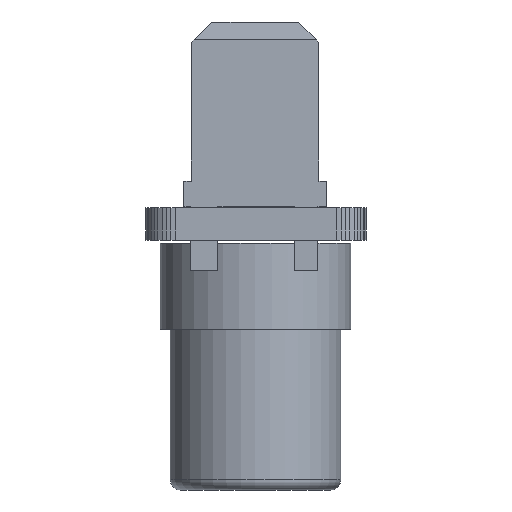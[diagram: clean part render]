
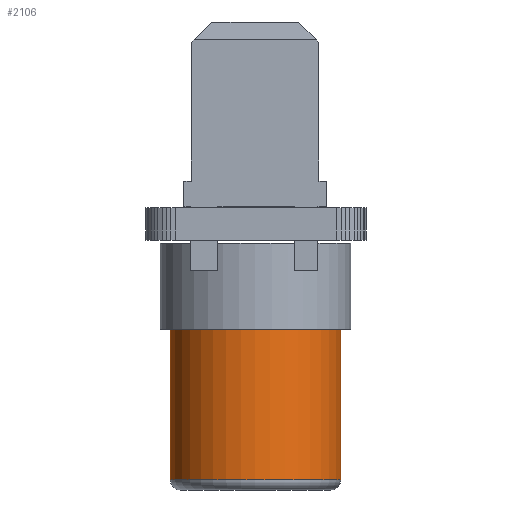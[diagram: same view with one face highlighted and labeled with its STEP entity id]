
A CAD part, left-side view. The second image highlights one B-rep face of the part: STEP entity #2106.
In plain terms, the highlighted cylindrical face has radius 4.25 mm (diameter 8.5 mm), a full revolution.
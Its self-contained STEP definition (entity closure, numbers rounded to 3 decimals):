
#2003 = TOROIDAL_SURFACE('',#2004,3.75,0.5);
#2004 = AXIS2_PLACEMENT_3D('',#2005,#2006,#2007);
#2005 = CARTESIAN_POINT('',(2.54,0.,11.9));
#2006 = DIRECTION('',(0.,0.,1.));
#2007 = DIRECTION('',(1.,0.,0.));
#2032 = VERTEX_POINT('',#2033);
#2033 = CARTESIAN_POINT('',(-1.71,0.,11.9));
#2055 = EDGE_CURVE('',#2032,#2056,#2058,.T.);
#2056 = VERTEX_POINT('',#2057);
#2057 = CARTESIAN_POINT('',(6.79,0.,11.9));
#2058 = SURFACE_CURVE('',#2059,(#2064,#2071),.PCURVE_S1.);
#2059 = CIRCLE('',#2060,4.25);
#2060 = AXIS2_PLACEMENT_3D('',#2061,#2062,#2063);
#2061 = CARTESIAN_POINT('',(2.54,0.,11.9));
#2062 = DIRECTION('',(0.,0.,1.));
#2063 = DIRECTION('',(-1.,0.,0.));
#2064 = PCURVE('',#2003,#2065);
#2065 = DEFINITIONAL_REPRESENTATION('',(#2066),#2070);
#2066 = LINE('',#2067,#2068);
#2067 = CARTESIAN_POINT('',(-3.142,0.));
#2068 = VECTOR('',#2069,1.);
#2069 = DIRECTION('',(1.,0.));
#2070 = ( GEOMETRIC_REPRESENTATION_CONTEXT(2) 
PARAMETRIC_REPRESENTATION_CONTEXT() REPRESENTATION_CONTEXT('2D SPACE',''
  ) );
#2071 = PCURVE('',#2072,#2077);
#2072 = CYLINDRICAL_SURFACE('',#2073,4.25);
#2073 = AXIS2_PLACEMENT_3D('',#2074,#2075,#2076);
#2074 = CARTESIAN_POINT('',(2.54,0.,4.4));
#2075 = DIRECTION('',(0.,0.,1.));
#2076 = DIRECTION('',(-1.,0.,0.));
#2077 = DEFINITIONAL_REPRESENTATION('',(#2078),#2082);
#2078 = LINE('',#2079,#2080);
#2079 = CARTESIAN_POINT('',(0.,7.5));
#2080 = VECTOR('',#2081,1.);
#2081 = DIRECTION('',(1.,0.));
#2082 = ( GEOMETRIC_REPRESENTATION_CONTEXT(2) 
PARAMETRIC_REPRESENTATION_CONTEXT() REPRESENTATION_CONTEXT('2D SPACE',''
  ) );
#2084 = EDGE_CURVE('',#2056,#2032,#2085,.T.);
#2085 = SURFACE_CURVE('',#2086,(#2091,#2098),.PCURVE_S1.);
#2086 = CIRCLE('',#2087,4.25);
#2087 = AXIS2_PLACEMENT_3D('',#2088,#2089,#2090);
#2088 = CARTESIAN_POINT('',(2.54,0.,11.9));
#2089 = DIRECTION('',(0.,0.,1.));
#2090 = DIRECTION('',(-1.,0.,0.));
#2091 = PCURVE('',#2003,#2092);
#2092 = DEFINITIONAL_REPRESENTATION('',(#2093),#2097);
#2093 = LINE('',#2094,#2095);
#2094 = CARTESIAN_POINT('',(-3.142,0.));
#2095 = VECTOR('',#2096,1.);
#2096 = DIRECTION('',(1.,0.));
#2097 = ( GEOMETRIC_REPRESENTATION_CONTEXT(2) 
PARAMETRIC_REPRESENTATION_CONTEXT() REPRESENTATION_CONTEXT('2D SPACE',''
  ) );
#2098 = PCURVE('',#2072,#2099);
#2099 = DEFINITIONAL_REPRESENTATION('',(#2100),#2104);
#2100 = LINE('',#2101,#2102);
#2101 = CARTESIAN_POINT('',(-6.283,7.5));
#2102 = VECTOR('',#2103,1.);
#2103 = DIRECTION('',(1.,0.));
#2104 = ( GEOMETRIC_REPRESENTATION_CONTEXT(2) 
PARAMETRIC_REPRESENTATION_CONTEXT() REPRESENTATION_CONTEXT('2D SPACE',''
  ) );
#2106 = ADVANCED_FACE('',(#2107),#2072,.T.);
#2107 = FACE_BOUND('',#2108,.T.);
#2108 = EDGE_LOOP('',(#2109,#2110,#2133,#2160,#2161));
#2109 = ORIENTED_EDGE('',*,*,#2084,.F.);
#2110 = ORIENTED_EDGE('',*,*,#2111,.T.);
#2111 = EDGE_CURVE('',#2056,#2112,#2114,.T.);
#2112 = VERTEX_POINT('',#2113);
#2113 = CARTESIAN_POINT('',(6.79,0.,4.4));
#2114 = SEAM_CURVE('',#2115,(#2119,#2126),.PCURVE_S1.);
#2115 = LINE('',#2116,#2117);
#2116 = CARTESIAN_POINT('',(6.79,0.,4.4));
#2117 = VECTOR('',#2118,1.);
#2118 = DIRECTION('',(0.,0.,-1.));
#2119 = PCURVE('',#2072,#2120);
#2120 = DEFINITIONAL_REPRESENTATION('',(#2121),#2125);
#2121 = LINE('',#2122,#2123);
#2122 = CARTESIAN_POINT('',(-3.142,0.));
#2123 = VECTOR('',#2124,1.);
#2124 = DIRECTION('',(0.,-1.));
#2125 = ( GEOMETRIC_REPRESENTATION_CONTEXT(2) 
PARAMETRIC_REPRESENTATION_CONTEXT() REPRESENTATION_CONTEXT('2D SPACE',''
  ) );
#2126 = PCURVE('',#2072,#2127);
#2127 = DEFINITIONAL_REPRESENTATION('',(#2128),#2132);
#2128 = LINE('',#2129,#2130);
#2129 = CARTESIAN_POINT('',(3.142,0.));
#2130 = VECTOR('',#2131,1.);
#2131 = DIRECTION('',(0.,-1.));
#2132 = ( GEOMETRIC_REPRESENTATION_CONTEXT(2) 
PARAMETRIC_REPRESENTATION_CONTEXT() REPRESENTATION_CONTEXT('2D SPACE',''
  ) );
#2133 = ORIENTED_EDGE('',*,*,#2134,.T.);
#2134 = EDGE_CURVE('',#2112,#2112,#2135,.T.);
#2135 = SURFACE_CURVE('',#2136,(#2141,#2148),.PCURVE_S1.);
#2136 = CIRCLE('',#2137,4.25);
#2137 = AXIS2_PLACEMENT_3D('',#2138,#2139,#2140);
#2138 = CARTESIAN_POINT('',(2.54,0.,4.4));
#2139 = DIRECTION('',(0.,0.,1.));
#2140 = DIRECTION('',(-1.,0.,0.));
#2141 = PCURVE('',#2072,#2142);
#2142 = DEFINITIONAL_REPRESENTATION('',(#2143),#2147);
#2143 = LINE('',#2144,#2145);
#2144 = CARTESIAN_POINT('',(-6.283,0.));
#2145 = VECTOR('',#2146,1.);
#2146 = DIRECTION('',(1.,0.));
#2147 = ( GEOMETRIC_REPRESENTATION_CONTEXT(2) 
PARAMETRIC_REPRESENTATION_CONTEXT() REPRESENTATION_CONTEXT('2D SPACE',''
  ) );
#2148 = PCURVE('',#2149,#2154);
#2149 = PLANE('',#2150);
#2150 = AXIS2_PLACEMENT_3D('',#2151,#2152,#2153);
#2151 = CARTESIAN_POINT('',(2.54,0.,4.4));
#2152 = DIRECTION('',(0.,0.,1.));
#2153 = DIRECTION('',(-1.,0.,0.));
#2154 = DEFINITIONAL_REPRESENTATION('',(#2155),#2159);
#2155 = CIRCLE('',#2156,4.25);
#2156 = AXIS2_PLACEMENT_2D('',#2157,#2158);
#2157 = CARTESIAN_POINT('',(0.,0.));
#2158 = DIRECTION('',(1.,0.));
#2159 = ( GEOMETRIC_REPRESENTATION_CONTEXT(2) 
PARAMETRIC_REPRESENTATION_CONTEXT() REPRESENTATION_CONTEXT('2D SPACE',''
  ) );
#2160 = ORIENTED_EDGE('',*,*,#2111,.F.);
#2161 = ORIENTED_EDGE('',*,*,#2055,.F.);
